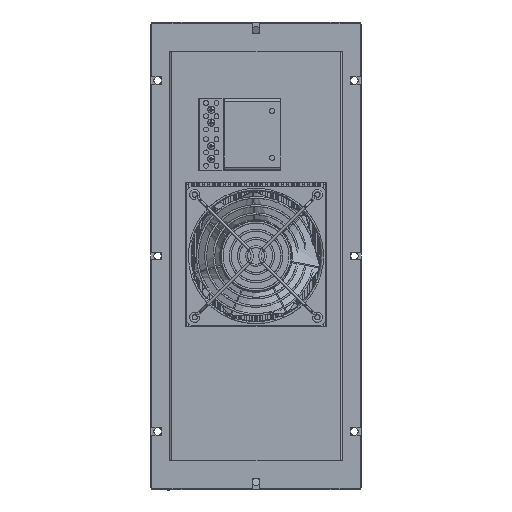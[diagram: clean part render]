
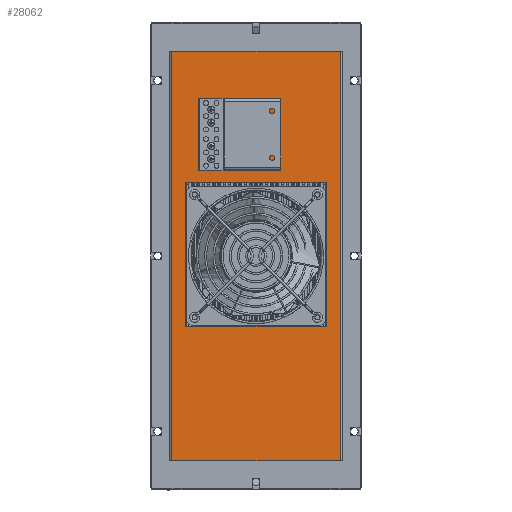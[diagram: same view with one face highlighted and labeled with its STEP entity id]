
A CAD part, front view. The second image highlights one B-rep face of the part: STEP entity #28062.
In plain terms, the highlighted planar face has unit normal (0, -1, 0).
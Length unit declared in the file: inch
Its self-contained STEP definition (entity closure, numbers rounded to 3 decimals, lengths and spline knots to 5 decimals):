
#603 = CARTESIAN_POINT ( 'NONE',  ( 2.3622, -2.22953, 2.48425 ) ) ;
#795 = CARTESIAN_POINT ( 'NONE',  ( -2.3622, -2.22953, 2.48425 ) ) ;
#1017 = DIRECTION ( 'NONE',  ( 0., 1., 0. ) ) ;
#1211 = CIRCLE ( 'NONE', #42975, 0.06299 ) ;
#2870 = ORIENTED_EDGE ( 'NONE', *, *, #10770, .F. ) ;
#3369 = VERTEX_POINT ( 'NONE', #47210 ) ;
#3373 = CIRCLE ( 'NONE', #11730, 0.06299 ) ;
#3410 = DIRECTION ( 'NONE',  ( 0., 1., 0. ) ) ;
#3634 = LINE ( 'NONE', #23572, #42210 ) ;
#3655 = ORIENTED_EDGE ( 'NONE', *, *, #33327, .T. ) ;
#3929 = VERTEX_POINT ( 'NONE', #17501 ) ;
#6274 = VERTEX_POINT ( 'NONE', #46815 ) ;
#9038 = EDGE_CURVE ( 'NONE', #52898, #3929, #3634, .T. ) ;
#9382 = EDGE_LOOP ( 'NONE', ( #51954 ) ) ;
#9911 = CARTESIAN_POINT ( 'NONE',  ( 2.83465, -2.22953, 6.88976 ) ) ;
#10770 = EDGE_CURVE ( 'NONE', #31852, #56337, #49823, .T. ) ;
#11730 = AXIS2_PLACEMENT_3D ( 'NONE', #39713, #3410, #64229 ) ;
#11879 = VERTEX_POINT ( 'NONE', #25058 ) ;
#12206 = VERTEX_POINT ( 'NONE', #51154 ) ;
#12248 = CARTESIAN_POINT ( 'NONE',  ( -2.83465, -2.22953, 6.88976 ) ) ;
#12467 = VERTEX_POINT ( 'NONE', #52986 ) ;
#14334 = DIRECTION ( 'NONE',  ( -1., 0., 0. ) ) ;
#14335 = ORIENTED_EDGE ( 'NONE', *, *, #15468, .T. ) ;
#14959 = CARTESIAN_POINT ( 'NONE',  ( -1.50394, -2.22953, 3.70079 ) ) ;
#15468 = EDGE_CURVE ( 'NONE', #31852, #11879, #28268, .T. ) ;
#16702 = AXIS2_PLACEMENT_3D ( 'NONE', #40913, #1017, #56250 ) ;
#16970 = DIRECTION ( 'NONE',  ( 0., 0., -1. ) ) ;
#17501 = CARTESIAN_POINT ( 'NONE',  ( 2.3622, -2.22953, -2.3622 ) ) ;
#19498 = CARTESIAN_POINT ( 'NONE',  ( -2.3622, -2.22953, -2.3622 ) ) ;
#19547 = CARTESIAN_POINT ( 'NONE',  ( 2.3622, -2.22953, 2.48425 ) ) ;
#19893 = EDGE_CURVE ( 'NONE', #56337, #51987, #33963, .T. ) ;
#19944 = CARTESIAN_POINT ( 'NONE',  ( -2.83465, -2.22953, 6.88976 ) ) ;
#20948 = FACE_BOUND ( 'NONE', #56386, .T. ) ;
#21865 = CARTESIAN_POINT ( 'NONE',  ( -1.50394, -2.22953, 4.92126 ) ) ;
#22603 = AXIS2_PLACEMENT_3D ( 'NONE', #21865, #57169, #16970 ) ;
#23422 = VECTOR ( 'NONE', #39450, 39.37008 ) ;
#23572 = CARTESIAN_POINT ( 'NONE',  ( 2.3622, -2.22953, -2.3622 ) ) ;
#23609 = VERTEX_POINT ( 'NONE', #795 ) ;
#23886 = VERTEX_POINT ( 'NONE', #59245 ) ;
#24306 = EDGE_LOOP ( 'NONE', ( #14335, #35110, #46781, #2870 ) ) ;
#24410 = EDGE_CURVE ( 'NONE', #12206, #12206, #29223, .T. ) ;
#24694 = VECTOR ( 'NONE', #32204, 39.37008 ) ;
#25058 = CARTESIAN_POINT ( 'NONE',  ( -2.83465, -2.22953, 6.88976 ) ) ;
#25089 = DIRECTION ( 'NONE',  ( 1., 0., 0. ) ) ;
#25147 = DIRECTION ( 'NONE',  ( 0., 0., 1. ) ) ;
#25334 = CARTESIAN_POINT ( 'NONE',  ( 2.83465, -2.22953, -6.88976 ) ) ;
#27968 = CARTESIAN_POINT ( 'NONE',  ( -2.83465, -2.22953, -6.88976 ) ) ;
#28062 = ADVANCED_FACE ( 'NONE', ( #61468, #30747, #55607, #20948, #45796, #57451 ), #41213, .F. ) ;
#28268 = LINE ( 'NONE', #12248, #24694 ) ;
#28659 = DIRECTION ( 'NONE',  ( 0., 0., -1. ) ) ;
#29223 = CIRCLE ( 'NONE', #39678, 0.06299 ) ;
#29672 = LINE ( 'NONE', #19547, #36937 ) ;
#29969 = ORIENTED_EDGE ( 'NONE', *, *, #30799, .T. ) ;
#30747 = FACE_BOUND ( 'NONE', #42526, .T. ) ;
#30799 = EDGE_CURVE ( 'NONE', #3369, #3369, #53998, .T. ) ;
#30811 = LINE ( 'NONE', #50752, #60426 ) ;
#31852 = VERTEX_POINT ( 'NONE', #47057 ) ;
#32204 = DIRECTION ( 'NONE',  ( -1., 0., 0. ) ) ;
#33327 = EDGE_CURVE ( 'NONE', #23886, #23609, #30811, .T. ) ;
#33963 = LINE ( 'NONE', #64058, #45820 ) ;
#34085 = ORIENTED_EDGE ( 'NONE', *, *, #54418, .T. ) ;
#35110 = ORIENTED_EDGE ( 'NONE', *, *, #43131, .F. ) ;
#35480 = EDGE_CURVE ( 'NONE', #3929, #23886, #64300, .T. ) ;
#36937 = VECTOR ( 'NONE', #25089, 39.37008 ) ;
#38652 = DIRECTION ( 'NONE',  ( 0., 0., -1. ) ) ;
#39249 = CARTESIAN_POINT ( 'NONE',  ( -1.50394, -2.22953, 4.48819 ) ) ;
#39450 = DIRECTION ( 'NONE',  ( -1., 0., 0. ) ) ;
#39678 = AXIS2_PLACEMENT_3D ( 'NONE', #39249, #49394, #61426 ) ;
#39713 = CARTESIAN_POINT ( 'NONE',  ( -1.50394, -2.22953, 3.26772 ) ) ;
#40133 = DIRECTION ( 'NONE',  ( 0., 1., 0. ) ) ;
#40456 = DIRECTION ( 'NONE',  ( 0., 0., -1. ) ) ;
#40880 = EDGE_CURVE ( 'NONE', #23609, #52898, #29672, .T. ) ;
#40913 = CARTESIAN_POINT ( 'NONE',  ( -2.83465, -2.22953, 6.88976 ) ) ;
#41213 = PLANE ( 'NONE',  #16702 ) ;
#42210 = VECTOR ( 'NONE', #38652, 39.37008 ) ;
#42526 = EDGE_LOOP ( 'NONE', ( #34085 ) ) ;
#42975 = AXIS2_PLACEMENT_3D ( 'NONE', #14959, #40133, #40456 ) ;
#43131 = EDGE_CURVE ( 'NONE', #51987, #11879, #49047, .T. ) ;
#45796 = FACE_BOUND ( 'NONE', #9382, .T. ) ;
#45820 = VECTOR ( 'NONE', #14334, 39.37008 ) ;
#46108 = ORIENTED_EDGE ( 'NONE', *, *, #63325, .T. ) ;
#46497 = DIRECTION ( 'NONE',  ( 0., 0., 1. ) ) ;
#46781 = ORIENTED_EDGE ( 'NONE', *, *, #19893, .F. ) ;
#46815 = CARTESIAN_POINT ( 'NONE',  ( -1.50394, -2.22953, 3.20472 ) ) ;
#47057 = CARTESIAN_POINT ( 'NONE',  ( 2.83465, -2.22953, 6.88976 ) ) ;
#47210 = CARTESIAN_POINT ( 'NONE',  ( -1.50394, -2.22953, 4.85827 ) ) ;
#49047 = LINE ( 'NONE', #19944, #51080 ) ;
#49394 = DIRECTION ( 'NONE',  ( 0., 1., 0. ) ) ;
#49823 = LINE ( 'NONE', #9911, #53535 ) ;
#50752 = CARTESIAN_POINT ( 'NONE',  ( -2.3622, -2.22953, 2.48425 ) ) ;
#51080 = VECTOR ( 'NONE', #25147, 39.37008 ) ;
#51154 = CARTESIAN_POINT ( 'NONE',  ( -1.50394, -2.22953, 4.4252 ) ) ;
#51643 = ORIENTED_EDGE ( 'NONE', *, *, #40880, .T. ) ;
#51954 = ORIENTED_EDGE ( 'NONE', *, *, #24410, .T. ) ;
#51987 = VERTEX_POINT ( 'NONE', #27968 ) ;
#52898 = VERTEX_POINT ( 'NONE', #603 ) ;
#52986 = CARTESIAN_POINT ( 'NONE',  ( -1.50394, -2.22953, 3.6378 ) ) ;
#53535 = VECTOR ( 'NONE', #28659, 39.37008 ) ;
#53998 = CIRCLE ( 'NONE', #22603, 0.06299 ) ;
#54418 = EDGE_CURVE ( 'NONE', #6274, #6274, #3373, .T. ) ;
#54982 = EDGE_LOOP ( 'NONE', ( #29969 ) ) ;
#55607 = FACE_BOUND ( 'NONE', #54982, .T. ) ;
#56250 = DIRECTION ( 'NONE',  ( 0., 0., 1. ) ) ;
#56337 = VERTEX_POINT ( 'NONE', #25334 ) ;
#56386 = EDGE_LOOP ( 'NONE', ( #58810, #62666, #3655, #51643 ) ) ;
#57169 = DIRECTION ( 'NONE',  ( 0., 1., 0. ) ) ;
#57451 = FACE_OUTER_BOUND ( 'NONE', #24306, .T. ) ;
#58645 = EDGE_LOOP ( 'NONE', ( #46108 ) ) ;
#58810 = ORIENTED_EDGE ( 'NONE', *, *, #9038, .T. ) ;
#59245 = CARTESIAN_POINT ( 'NONE',  ( -2.3622, -2.22953, -2.3622 ) ) ;
#60426 = VECTOR ( 'NONE', #46497, 39.37008 ) ;
#61426 = DIRECTION ( 'NONE',  ( 0., 0., -1. ) ) ;
#61468 = FACE_BOUND ( 'NONE', #58645, .T. ) ;
#62666 = ORIENTED_EDGE ( 'NONE', *, *, #35480, .T. ) ;
#63325 = EDGE_CURVE ( 'NONE', #12467, #12467, #1211, .T. ) ;
#64058 = CARTESIAN_POINT ( 'NONE',  ( -2.83465, -2.22953, -6.88976 ) ) ;
#64229 = DIRECTION ( 'NONE',  ( 0., 0., -1. ) ) ;
#64300 = LINE ( 'NONE', #19498, #23422 ) ;
